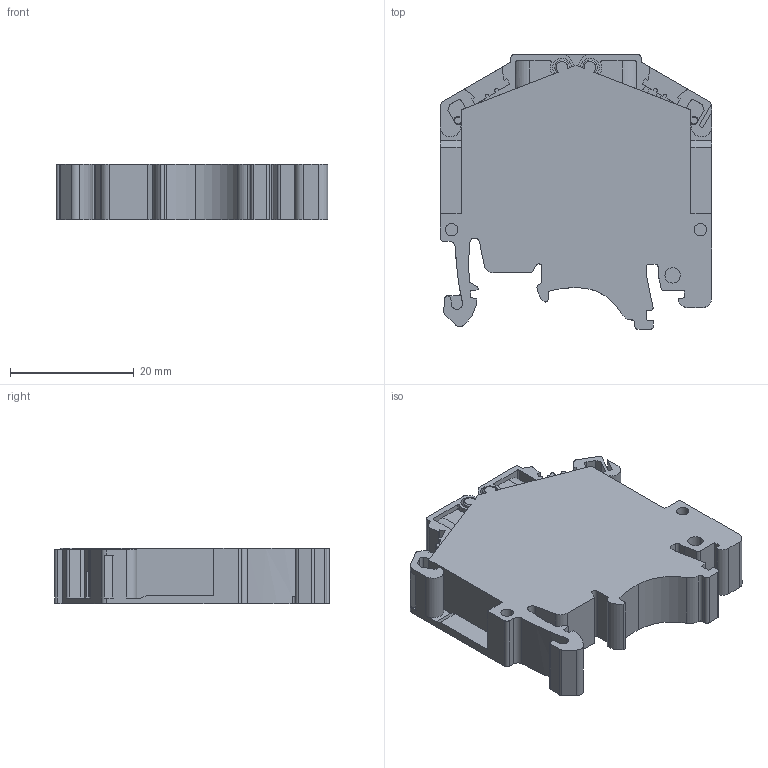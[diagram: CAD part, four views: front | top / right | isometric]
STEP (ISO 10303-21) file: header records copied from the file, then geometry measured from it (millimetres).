
FILE_DESCRIPTION((''),'2;1');
FILE_NAME('5YB576010_ASM','2023-11-06T',('dell'),(''),'PRO/ENGINEER BY PARAMETRIC TECHNOLOGY CORPORATION, 2013230','PRO/ENGINEER BY PARAMETRIC TECHNOLOGY CORPORATION, 2013230','');
FILE_SCHEMA(('AUTOMOTIVE_DESIGN { 1 0 10303 214 1 1 1 1 }'));
Length unit declared in the file: millimetre
Products named in the file (1): 5YB576010_ASM
Bounding box: 43.8 x 44.3 x 9 mm (x, y, z)
Volume: 12469 mm3; surface area: 6190.3 mm2
Topology: 1 solids, 5 shells, 296 faces, 862 edges, 583 vertices
Faces by surface type: plane 185, cylinder 103, torus 7, bspline 1
Entity records: 10964 total; most frequent: CARTESIAN_POINT 1914, ORIENTED_EDGE 1724, DIRECTION 1655, EDGE_CURVE 862, VECTOR 609, LINE 609, VERTEX_POINT 583, AXIS2_PLACEMENT_3D 523
